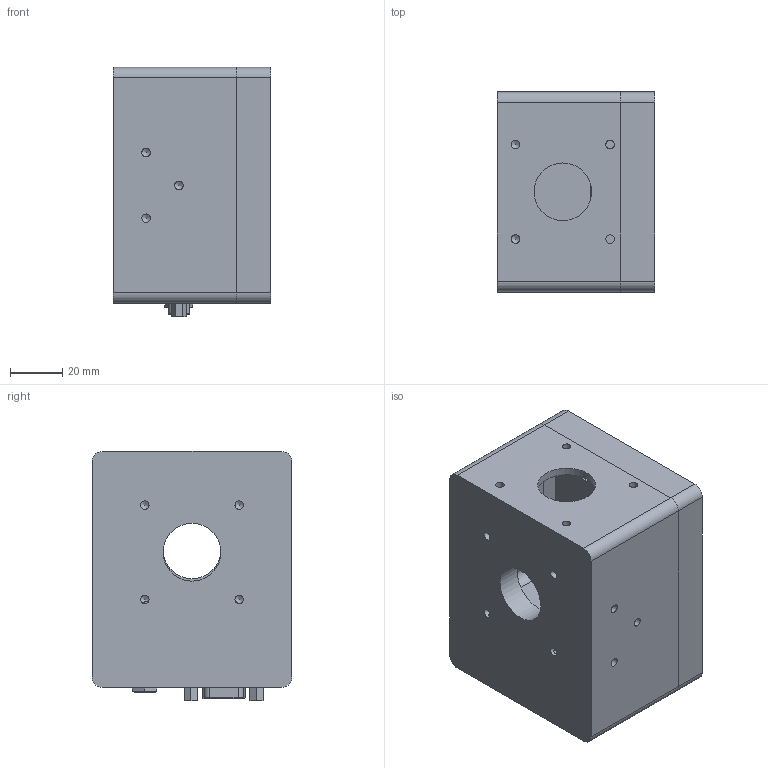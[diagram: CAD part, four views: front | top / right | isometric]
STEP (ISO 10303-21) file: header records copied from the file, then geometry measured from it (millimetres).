
FILE_DESCRIPTION(/* description */ (''),/* implementation_level */ '2;1');
FILE_NAME(/* name */ 'ATT.stp',/* time_stamp */ '2025-07-07T13:34:11+09:00',/* author */ ('USER'),/* organization */ (''),/* preprocessor_version */ 'ST-DEVELOPER v20',/* originating_system */ 'Autodesk Inventor 2025',/* authorisation */ '');
FILE_SCHEMA (('AUTOMOTIVE_DESIGN { 1 0 10303 214 3 1 1 }'));
Length unit declared in the file: millimetre
Products named in the file (8): ATT; B01_front cover; B02_frame; 09672XX47XX_100630886MOD000A; EJ501A; EJ501A_nut; pcb_support_m3_5mm; JIS B 1111 - A M2.5 x 16 - Z
Assembly tree (11 placements, depth 2):
  ATT
    B01_front cover
    B02_frame
    09672XX47XX_100630886MOD000A
    EJ501A
    EJ501A_nut
    pcb_support_m3_5mm  x2
    JIS B 1111 - A M2.5 x 16 - Z  x4
Bounding box: 60 x 76.2 x 95 mm (x, y, z)
Volume: 182486.3 mm3; surface area: 70660.8 mm2
Topology: 17 solids, 17 shells, 1140 faces, 3008 edges, 1933 vertices
Faces by surface type: plane 529, cylinder 351, cone 168, torus 44, bspline 30, sphere 18
Full cylindrical faces by diameter (mm): 0.8 x9, 0.9 x9, 1 x18, 1.2 x9, 2.013 x8, 2.1 x1, 2.224 x4, 2.459 x8, 2.5 x4, 2.6 x1, 2.9 x4, 3 x8, 3.05 x2, 3.2 x2, 3.242 x18, 4.7 x4, 5.4 x1, 6.679 x1, 7.242 x7, 8 x10, 10.64 x1, 22 x3
Entity records: 35860 total; most frequent: CARTESIAN_POINT 10527, ORIENTED_EDGE 5262, DIRECTION 5142, EDGE_CURVE 2631, AXIS2_PLACEMENT_3D 1937, VERTEX_POINT 1704, LINE 1268, VECTOR 1268
